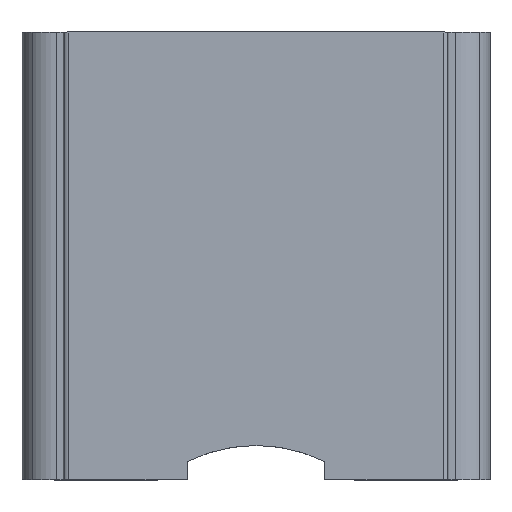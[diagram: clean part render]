
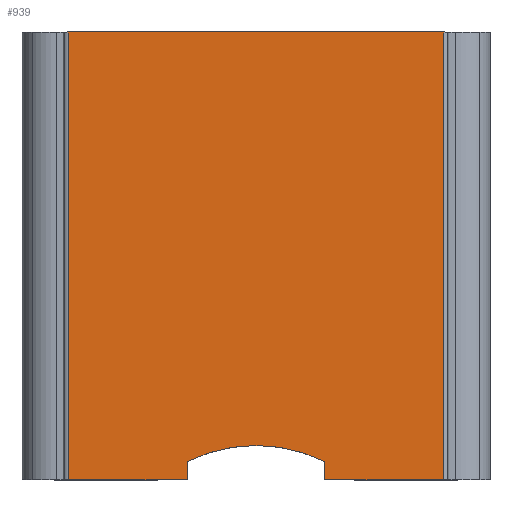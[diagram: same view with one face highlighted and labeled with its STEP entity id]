
A CAD part, top view. The second image highlights one B-rep face of the part: STEP entity #939.
In plain terms, the highlighted planar face has unit normal (0, 0, 1).
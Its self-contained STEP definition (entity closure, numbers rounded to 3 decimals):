
#18 = LINE ( 'NONE', #1441, #1501 ) ;
#40 = DIRECTION ( 'NONE',  ( -1., 0., 0. ) ) ;
#41 = LINE ( 'NONE', #584, #1556 ) ;
#129 = DIRECTION ( 'NONE',  ( 0., 1., 0. ) ) ;
#154 = EDGE_CURVE ( 'NONE', #1948, #1173, #645, .T. ) ;
#181 = CARTESIAN_POINT ( 'NONE',  ( 2.765, 0., 1.513 ) ) ;
#254 = CARTESIAN_POINT ( 'NONE',  ( -1.013, 0., 1.513 ) ) ;
#278 = DIRECTION ( 'NONE',  ( 0., -1., 0. ) ) ;
#289 = CARTESIAN_POINT ( 'NONE',  ( -1.013, 0., 1.513 ) ) ;
#365 = CARTESIAN_POINT ( 'NONE',  ( -1.421, 6.6, 1.513 ) ) ;
#377 = VERTEX_POINT ( 'NONE', #846 ) ;
#461 = LINE ( 'NONE', #1703, #2051 ) ;
#489 = CIRCLE ( 'NONE', #1476, 2.282 ) ;
#584 = CARTESIAN_POINT ( 'NONE',  ( -2.765, 0., 1.513 ) ) ;
#645 = LINE ( 'NONE', #254, #2113 ) ;
#653 = VERTEX_POINT ( 'NONE', #2100 ) ;
#659 = VERTEX_POINT ( 'NONE', #1287 ) ;
#706 = ORIENTED_EDGE ( 'NONE', *, *, #1041, .F. ) ;
#707 = EDGE_CURVE ( 'NONE', #806, #377, #997, .T. ) ;
#733 = CARTESIAN_POINT ( 'NONE',  ( 0., -1.778, 1.513 ) ) ;
#806 = VERTEX_POINT ( 'NONE', #1889 ) ;
#822 = DIRECTION ( 'NONE',  ( 0., -1., 0. ) ) ;
#846 = CARTESIAN_POINT ( 'NONE',  ( -2.765, 6.6, 1.513 ) ) ;
#889 = ORIENTED_EDGE ( 'NONE', *, *, #1024, .F. ) ;
#900 = DIRECTION ( 'NONE',  ( -1., 0., 0. ) ) ;
#939 = ADVANCED_FACE ( 'NONE', ( #952 ), #2038, .T. ) ;
#952 = FACE_OUTER_BOUND ( 'NONE', #1435, .T. ) ;
#991 = DIRECTION ( 'NONE',  ( -1., 0., 0. ) ) ;
#997 = LINE ( 'NONE', #365, #1262 ) ;
#1013 = ORIENTED_EDGE ( 'NONE', *, *, #1149, .F. ) ;
#1024 = EDGE_CURVE ( 'NONE', #1232, #1948, #489, .T. ) ;
#1041 = EDGE_CURVE ( 'NONE', #659, #377, #41, .T. ) ;
#1063 = VERTEX_POINT ( 'NONE', #1904 ) ;
#1078 = VECTOR ( 'NONE', #1124, 1000. ) ;
#1105 = CARTESIAN_POINT ( 'NONE',  ( 2.841, 0., 1.513 ) ) ;
#1124 = DIRECTION ( 'NONE',  ( -1., 0., 0. ) ) ;
#1149 = EDGE_CURVE ( 'NONE', #1173, #659, #1259, .T. ) ;
#1171 = EDGE_CURVE ( 'NONE', #1063, #1232, #18, .T. ) ;
#1173 = VERTEX_POINT ( 'NONE', #289 ) ;
#1202 = DIRECTION ( 'NONE',  ( 0., 0., 1. ) ) ;
#1205 = VECTOR ( 'NONE', #822, 1000. ) ;
#1232 = VERTEX_POINT ( 'NONE', #1473 ) ;
#1250 = DIRECTION ( 'NONE',  ( 0., 0., 1. ) ) ;
#1259 = LINE ( 'NONE', #1105, #1078 ) ;
#1262 = VECTOR ( 'NONE', #991, 1000. ) ;
#1276 = ORIENTED_EDGE ( 'NONE', *, *, #154, .F. ) ;
#1287 = CARTESIAN_POINT ( 'NONE',  ( -2.765, 0., 1.513 ) ) ;
#1372 = DIRECTION ( 'NONE',  ( 1., 0., 0. ) ) ;
#1435 = EDGE_LOOP ( 'NONE', ( #1276, #889, #2060, #1694, #2039, #2064, #706, #1013 ) ) ;
#1441 = CARTESIAN_POINT ( 'NONE',  ( 1.013, 0., 1.513 ) ) ;
#1473 = CARTESIAN_POINT ( 'NONE',  ( 1.013, 0.267, 1.513 ) ) ;
#1476 = AXIS2_PLACEMENT_3D ( 'NONE', #733, #1250, #900 ) ;
#1501 = VECTOR ( 'NONE', #129, 1000. ) ;
#1556 = VECTOR ( 'NONE', #1736, 1000. ) ;
#1583 = AXIS2_PLACEMENT_3D ( 'NONE', #2044, #1202, #1372 ) ;
#1605 = LINE ( 'NONE', #181, #1205 ) ;
#1694 = ORIENTED_EDGE ( 'NONE', *, *, #2070, .F. ) ;
#1703 = CARTESIAN_POINT ( 'NONE',  ( 2.841, 0., 1.513 ) ) ;
#1736 = DIRECTION ( 'NONE',  ( 0., 1., 0. ) ) ;
#1823 = CARTESIAN_POINT ( 'NONE',  ( -1.013, 0.267, 1.513 ) ) ;
#1889 = CARTESIAN_POINT ( 'NONE',  ( 2.765, 6.6, 1.513 ) ) ;
#1904 = CARTESIAN_POINT ( 'NONE',  ( 1.013, 0., 1.513 ) ) ;
#1922 = EDGE_CURVE ( 'NONE', #806, #653, #1605, .T. ) ;
#1948 = VERTEX_POINT ( 'NONE', #1823 ) ;
#2038 = PLANE ( 'NONE',  #1583 ) ;
#2039 = ORIENTED_EDGE ( 'NONE', *, *, #1922, .F. ) ;
#2044 = CARTESIAN_POINT ( 'NONE',  ( -2.841, 0., 1.513 ) ) ;
#2051 = VECTOR ( 'NONE', #40, 1000. ) ;
#2060 = ORIENTED_EDGE ( 'NONE', *, *, #1171, .F. ) ;
#2064 = ORIENTED_EDGE ( 'NONE', *, *, #707, .T. ) ;
#2070 = EDGE_CURVE ( 'NONE', #653, #1063, #461, .T. ) ;
#2100 = CARTESIAN_POINT ( 'NONE',  ( 2.765, 0., 1.513 ) ) ;
#2113 = VECTOR ( 'NONE', #278, 1000. ) ;
